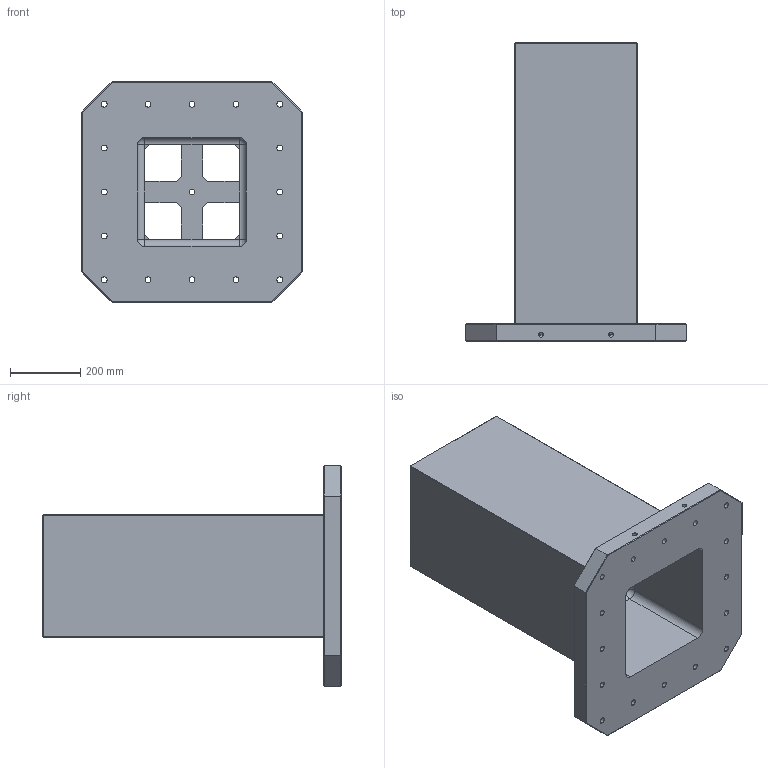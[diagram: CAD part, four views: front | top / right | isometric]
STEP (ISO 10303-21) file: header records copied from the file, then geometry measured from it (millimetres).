
FILE_DESCRIPTION (( 'STEP AP214' ), '1' );
FILE_NAME ('05-0315.STEP', '2024-02-08T22:26:44', ( '' ), ( '' ), 'SwSTEP 2.0', 'SolidWorks 2022', '' );
FILE_SCHEMA (( 'AUTOMOTIVE_DESIGN' ));
Length unit declared in the file: millimetre
Products named in the file (1): 05-0315
Bounding box: 630 x 850 x 630 mm (x, y, z)
Volume: 37867749.7 mm3; surface area: 2994727.1 mm2
Topology: 1 solids, 1 shells, 258 faces, 628 edges, 351 vertices
Faces by surface type: cylinder 124, plane 96, cone 22, sphere 16
Entity records: 8597 total; most frequent: DIRECTION 1332, CARTESIAN_POINT 1224, ORIENTED_EDGE 1180, EDGE_CURVE 590, AXIS2_PLACEMENT_3D 491, VERTEX_POINT 351, LINE 350, VECTOR 350
